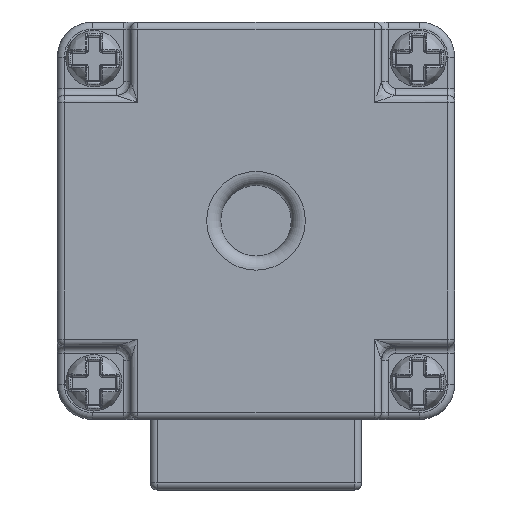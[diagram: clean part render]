
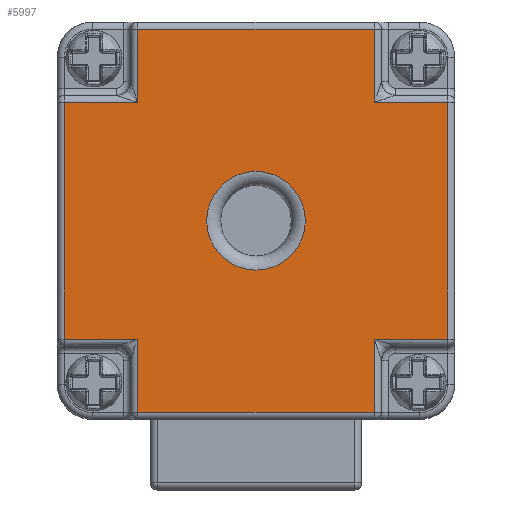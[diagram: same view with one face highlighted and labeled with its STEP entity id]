
A CAD part, front view. The second image highlights one B-rep face of the part: STEP entity #5997.
In plain terms, the highlighted planar face has unit normal (0, -1, 0).
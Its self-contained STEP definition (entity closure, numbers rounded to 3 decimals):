
#528=LINE('',#9267,#836);
#529=LINE('',#9269,#837);
#530=LINE('',#9271,#838);
#531=LINE('',#9273,#839);
#532=LINE('',#9275,#840);
#533=LINE('',#9277,#841);
#534=LINE('',#9279,#842);
#535=LINE('',#9281,#843);
#536=LINE('',#9283,#844);
#537=LINE('',#9285,#845);
#538=LINE('',#9287,#846);
#539=LINE('',#9288,#847);
#836=VECTOR('',#7308,10.);
#837=VECTOR('',#7309,10.);
#838=VECTOR('',#7310,10.);
#839=VECTOR('',#7311,10.);
#840=VECTOR('',#7312,10.);
#841=VECTOR('',#7313,10.);
#842=VECTOR('',#7314,10.);
#843=VECTOR('',#7315,10.);
#844=VECTOR('',#7316,10.);
#845=VECTOR('',#7317,10.);
#846=VECTOR('',#7318,10.);
#847=VECTOR('',#7319,10.);
#1144=PLANE('',#6476);
#1238=FACE_BOUND('',#1732,.T.);
#1279=FACE_OUTER_BOUND('',#1731,.T.);
#1731=EDGE_LOOP('',(#4113,#4114,#4115,#4116,#4117,#4118,#4119,#4120,#4121,
#4122,#4123,#4124));
#1732=EDGE_LOOP('',(#4125));
#2222=CIRCLE('',#6475,3.5);
#2664=VERTEX_POINT('',#9262);
#2665=VERTEX_POINT('',#9265);
#2666=VERTEX_POINT('',#9266);
#2667=VERTEX_POINT('',#9268);
#2668=VERTEX_POINT('',#9270);
#2669=VERTEX_POINT('',#9272);
#2670=VERTEX_POINT('',#9274);
#2671=VERTEX_POINT('',#9276);
#2672=VERTEX_POINT('',#9278);
#2673=VERTEX_POINT('',#9280);
#2674=VERTEX_POINT('',#9282);
#2675=VERTEX_POINT('',#9284);
#2676=VERTEX_POINT('',#9286);
#3186=EDGE_CURVE('',#2664,#2664,#2222,.T.);
#3187=EDGE_CURVE('',#2665,#2666,#528,.T.);
#3188=EDGE_CURVE('',#2667,#2665,#529,.T.);
#3189=EDGE_CURVE('',#2668,#2667,#530,.T.);
#3190=EDGE_CURVE('',#2669,#2668,#531,.T.);
#3191=EDGE_CURVE('',#2670,#2669,#532,.T.);
#3192=EDGE_CURVE('',#2671,#2670,#533,.T.);
#3193=EDGE_CURVE('',#2672,#2671,#534,.T.);
#3194=EDGE_CURVE('',#2673,#2672,#535,.T.);
#3195=EDGE_CURVE('',#2674,#2673,#536,.T.);
#3196=EDGE_CURVE('',#2675,#2674,#537,.T.);
#3197=EDGE_CURVE('',#2676,#2675,#538,.T.);
#3198=EDGE_CURVE('',#2666,#2676,#539,.T.);
#4113=ORIENTED_EDGE('',*,*,#3187,.F.);
#4114=ORIENTED_EDGE('',*,*,#3188,.F.);
#4115=ORIENTED_EDGE('',*,*,#3189,.F.);
#4116=ORIENTED_EDGE('',*,*,#3190,.F.);
#4117=ORIENTED_EDGE('',*,*,#3191,.F.);
#4118=ORIENTED_EDGE('',*,*,#3192,.F.);
#4119=ORIENTED_EDGE('',*,*,#3193,.F.);
#4120=ORIENTED_EDGE('',*,*,#3194,.F.);
#4121=ORIENTED_EDGE('',*,*,#3195,.F.);
#4122=ORIENTED_EDGE('',*,*,#3196,.F.);
#4123=ORIENTED_EDGE('',*,*,#3197,.F.);
#4124=ORIENTED_EDGE('',*,*,#3198,.F.);
#4125=ORIENTED_EDGE('',*,*,#3186,.F.);
#5997=ADVANCED_FACE('',(#1279,#1238),#1144,.F.);
#6475=AXIS2_PLACEMENT_3D('',#9263,#7304,#7305);
#6476=AXIS2_PLACEMENT_3D('',#9264,#7306,#7307);
#7304=DIRECTION('center_axis',(0.,-1.,0.));
#7305=DIRECTION('ref_axis',(-1.,0.,0.));
#7306=DIRECTION('center_axis',(0.,1.,0.));
#7307=DIRECTION('ref_axis',(0.,0.,1.));
#7308=DIRECTION('',(-1.,0.,0.));
#7309=DIRECTION('',(0.,0.,1.));
#7310=DIRECTION('',(-1.,0.,0.));
#7311=DIRECTION('',(0.,0.,-1.));
#7312=DIRECTION('',(-1.,0.,0.));
#7313=DIRECTION('',(0.,0.,-1.));
#7314=DIRECTION('',(1.,0.,0.));
#7315=DIRECTION('',(0.,0.,-1.));
#7316=DIRECTION('',(1.,0.,0.));
#7317=DIRECTION('',(0.,0.,1.));
#7318=DIRECTION('',(1.,0.,0.));
#7319=DIRECTION('',(0.,0.,1.));
#9262=CARTESIAN_POINT('',(3.5,0.,0.));
#9263=CARTESIAN_POINT('Origin',(0.,0.,0.));
#9264=CARTESIAN_POINT('Origin',(0.,0.,0.));
#9265=CARTESIAN_POINT('',(-8.4,0.,-8.4));
#9266=CARTESIAN_POINT('',(-13.6,0.,-8.4));
#9267=CARTESIAN_POINT('',(-7.05,0.,-8.4));
#9268=CARTESIAN_POINT('',(-8.4,0.,-13.6));
#9269=CARTESIAN_POINT('',(-8.4,0.,-4.45));
#9270=CARTESIAN_POINT('',(8.4,0.,-13.6));
#9271=CARTESIAN_POINT('',(7.05,0.,-13.6));
#9272=CARTESIAN_POINT('',(8.4,0.,-8.4));
#9273=CARTESIAN_POINT('',(8.4,0.,-7.05));
#9274=CARTESIAN_POINT('',(13.6,0.,-8.4));
#9275=CARTESIAN_POINT('',(4.45,0.,-8.4));
#9276=CARTESIAN_POINT('',(13.6,0.,8.4));
#9277=CARTESIAN_POINT('',(13.6,0.,7.05));
#9278=CARTESIAN_POINT('',(8.4,0.,8.4));
#9279=CARTESIAN_POINT('',(7.05,0.,8.4));
#9280=CARTESIAN_POINT('',(8.4,0.,13.6));
#9281=CARTESIAN_POINT('',(8.4,0.,4.45));
#9282=CARTESIAN_POINT('',(-8.4,0.,13.6));
#9283=CARTESIAN_POINT('',(-7.05,0.,13.6));
#9284=CARTESIAN_POINT('',(-8.4,0.,8.4));
#9285=CARTESIAN_POINT('',(-8.4,0.,7.05));
#9286=CARTESIAN_POINT('',(-13.6,0.,8.4));
#9287=CARTESIAN_POINT('',(-4.45,0.,8.4));
#9288=CARTESIAN_POINT('',(-13.6,0.,-7.05));
